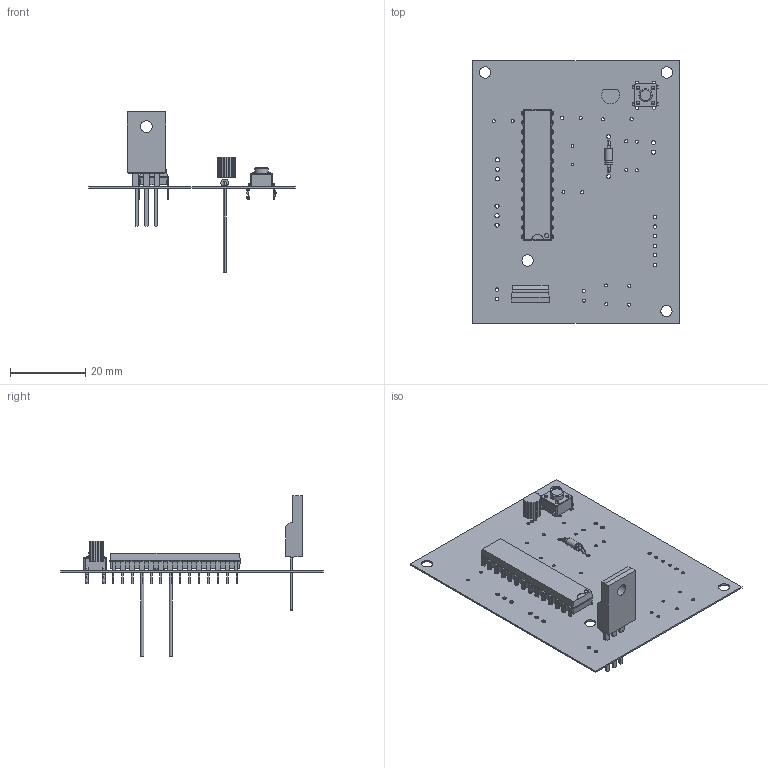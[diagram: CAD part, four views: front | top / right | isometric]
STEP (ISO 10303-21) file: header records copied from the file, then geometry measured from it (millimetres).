
FILE_DESCRIPTION(('Open CASCADE Model'),'2;1');
FILE_NAME('Open CASCADE Shape Model','2024-06-01T18:30:40',('Author'),( 'Open CASCADE'),'Open CASCADE STEP processor 7.5','Open CASCADE 7.5' ,'Unknown');
FILE_SCHEMA(('AUTOMOTIVE_DESIGN { 1 0 10303 214 1 1 1 1 }'));
Length unit declared in the file: millimetre
Products named in the file (1): PCB
Bounding box: 55 x 70 x 42.86 mm (x, y, z)
Volume: 3436.2 mm3; surface area: 10225 mm2
Topology: 49 solids, 51 shells, 763 faces, 1962 edges, 1284 vertices
Faces by surface type: plane 531, cylinder 214, torus 14, cone 4
Full cylindrical faces by diameter (mm): 0.68 x2, 0.8 x15, 0.83 x28, 0.85 x6, 0.9 x8, 0.99 x4, 1.1 x10, 1.37 x3, 3 x4
Entity records: 23022 total; most frequent: CARTESIAN_POINT 3904, DIRECTION 3848, ORIENTED_EDGE 3792, EDGE_CURVE 1896, LINE 1432, VECTOR 1432, VERTEX_POINT 1256, AXIS2_PLACEMENT_3D 1208
